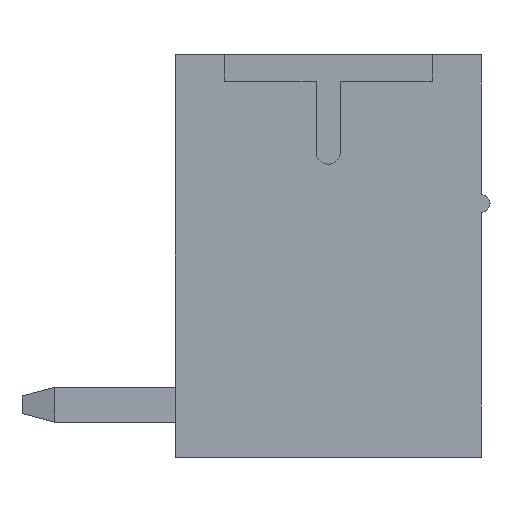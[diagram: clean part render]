
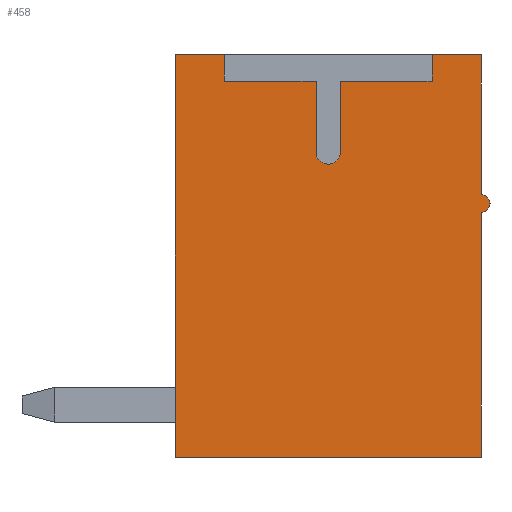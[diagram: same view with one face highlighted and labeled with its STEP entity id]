
A CAD part, left-side view. The second image highlights one B-rep face of the part: STEP entity #458.
In plain terms, the highlighted planar face has unit normal (-1, 0, 0).
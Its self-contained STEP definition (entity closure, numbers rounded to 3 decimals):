
#458 = ADVANCED_FACE( '', ( #1132 ), #1133, .F. );
#1132 = FACE_OUTER_BOUND( '', #2073, .T. );
#1133 = PLANE( '', #2074 );
#2073 = EDGE_LOOP( '', ( #3149, #3150, #3151, #3152, #3153, #3154, #3155, #3156, #3157, #3158, #3159, #3160, #3161, #3162 ) );
#2074 = AXIS2_PLACEMENT_3D( '', #3163, #3164, #3165 );
#3149 = ORIENTED_EDGE( '', *, *, #5899, .T. );
#3150 = ORIENTED_EDGE( '', *, *, #5926, .T. );
#3151 = ORIENTED_EDGE( '', *, *, #5927, .T. );
#3152 = ORIENTED_EDGE( '', *, *, #5928, .T. );
#3153 = ORIENTED_EDGE( '', *, *, #5861, .T. );
#3154 = ORIENTED_EDGE( '', *, *, #5929, .T. );
#3155 = ORIENTED_EDGE( '', *, *, #5930, .T. );
#3156 = ORIENTED_EDGE( '', *, *, #5931, .T. );
#3157 = ORIENTED_EDGE( '', *, *, #5878, .T. );
#3158 = ORIENTED_EDGE( '', *, *, #5932, .T. );
#3159 = ORIENTED_EDGE( '', *, *, #5933, .T. );
#3160 = ORIENTED_EDGE( '', *, *, #5934, .T. );
#3161 = ORIENTED_EDGE( '', *, *, #5935, .T. );
#3162 = ORIENTED_EDGE( '', *, *, #5895, .T. );
#3163 = CARTESIAN_POINT( '', ( -11.875, 0., 2.375 ) );
#3164 = DIRECTION( '', ( 1., 0., 0. ) );
#3165 = DIRECTION( '', ( 0., 0., -1. ) );
#5861 = EDGE_CURVE( '', #7051, #7049, #7052, .T. );
#5878 = EDGE_CURVE( '', #7082, #7080, #7083, .T. );
#5895 = EDGE_CURVE( '', #7112, #7113, #7114, .F. );
#5899 = EDGE_CURVE( '', #7113, #7118, #7119, .T. );
#5926 = EDGE_CURVE( '', #7118, #7166, #7167, .T. );
#5927 = EDGE_CURVE( '', #7166, #7168, #7169, .T. );
#5928 = EDGE_CURVE( '', #7168, #7051, #7170, .T. );
#5929 = EDGE_CURVE( '', #7049, #7171, #7172, .T. );
#5930 = EDGE_CURVE( '', #7171, #7173, #7174, .T. );
#5931 = EDGE_CURVE( '', #7173, #7082, #7175, .T. );
#5932 = EDGE_CURVE( '', #7080, #7176, #7177, .T. );
#5933 = EDGE_CURVE( '', #7176, #7178, #7179, .T. );
#5934 = EDGE_CURVE( '', #7178, #7180, #7181, .T. );
#5935 = EDGE_CURVE( '', #7180, #7112, #7182, .T. );
#7049 = VERTEX_POINT( '', #8784 );
#7051 = VERTEX_POINT( '', #8787 );
#7052 = LINE( '', #8788, #8789 );
#7080 = VERTEX_POINT( '', #8829 );
#7082 = VERTEX_POINT( '', #8832 );
#7083 = LINE( '', #8833, #8834 );
#7112 = VERTEX_POINT( '', #8875 );
#7113 = VERTEX_POINT( '', #8876 );
#7114 = CIRCLE( '', #8877, 0.2 );
#7118 = VERTEX_POINT( '', #8883 );
#7119 = LINE( '', #8884, #8885 );
#7166 = VERTEX_POINT( '', #8955 );
#7167 = LINE( '', #8956, #8957 );
#7168 = VERTEX_POINT( '', #8958 );
#7169 = LINE( '', #8959, #8960 );
#7170 = LINE( '', #8961, #8962 );
#7171 = VERTEX_POINT( '', #8963 );
#7172 = CIRCLE( '', #8964, 0.275 );
#7173 = VERTEX_POINT( '', #8965 );
#7174 = LINE( '', #8966, #8967 );
#7175 = LINE( '', #8968, #8969 );
#7176 = VERTEX_POINT( '', #8970 );
#7177 = LINE( '', #8971, #8972 );
#7178 = VERTEX_POINT( '', #8973 );
#7179 = LINE( '', #8974, #8975 );
#7180 = VERTEX_POINT( '', #8976 );
#7181 = LINE( '', #8977, #8978 );
#7182 = LINE( '', #8979, #8980 );
#8784 = CARTESIAN_POINT( '', ( -11.875, -0.275, 2.375 ) );
#8787 = CARTESIAN_POINT( '', ( -11.875, -0.275, 4. ) );
#8788 = CARTESIAN_POINT( '', ( -11.875, -0.275, 4. ) );
#8789 = VECTOR( '', #11124, 1000. );
#8829 = CARTESIAN_POINT( '', ( -11.875, 2.375, 4.6 ) );
#8832 = CARTESIAN_POINT( '', ( -11.875, 2.375, 4. ) );
#8833 = CARTESIAN_POINT( '', ( -11.875, 2.375, 4. ) );
#8834 = VECTOR( '', #11138, 1000. );
#8875 = CARTESIAN_POINT( '', ( -11.875, -3.5, 1. ) );
#8876 = CARTESIAN_POINT( '', ( -11.875, -3.5, 1.4 ) );
#8877 = AXIS2_PLACEMENT_3D( '', #11157, #11158, #11159 );
#8883 = CARTESIAN_POINT( '', ( -11.875, -3.5, 4.6 ) );
#8884 = CARTESIAN_POINT( '', ( -11.875, -3.5, 1.4 ) );
#8885 = VECTOR( '', #11162, 1000. );
#8955 = CARTESIAN_POINT( '', ( -11.875, -2.375, 4.6 ) );
#8956 = CARTESIAN_POINT( '', ( -11.875, -3.871, 4.6 ) );
#8957 = VECTOR( '', #11186, 1000. );
#8958 = CARTESIAN_POINT( '', ( -11.875, -2.375, 4. ) );
#8959 = CARTESIAN_POINT( '', ( -11.875, -2.375, 4.6 ) );
#8960 = VECTOR( '', #11187, 1000. );
#8961 = CARTESIAN_POINT( '', ( -11.875, -2.375, 4. ) );
#8962 = VECTOR( '', #11188, 1000. );
#8963 = CARTESIAN_POINT( '', ( -11.875, 0.275, 2.375 ) );
#8964 = AXIS2_PLACEMENT_3D( '', #11189, #11190, #11191 );
#8965 = CARTESIAN_POINT( '', ( -11.875, 0.275, 4. ) );
#8966 = CARTESIAN_POINT( '', ( -11.875, 0.275, 2.375 ) );
#8967 = VECTOR( '', #11192, 1000. );
#8968 = CARTESIAN_POINT( '', ( -11.875, 0.275, 4. ) );
#8969 = VECTOR( '', #11193, 1000. );
#8970 = CARTESIAN_POINT( '', ( -11.875, 3.5, 4.6 ) );
#8971 = CARTESIAN_POINT( '', ( -11.875, 2.375, 4.6 ) );
#8972 = VECTOR( '', #11194, 1000. );
#8973 = CARTESIAN_POINT( '', ( -11.875, 3.5, -4.6 ) );
#8974 = CARTESIAN_POINT( '', ( -11.875, 3.5, 4.6 ) );
#8975 = VECTOR( '', #11195, 1000. );
#8976 = CARTESIAN_POINT( '', ( -11.875, -3.5, -4.6 ) );
#8977 = CARTESIAN_POINT( '', ( -11.875, 3.5, -4.6 ) );
#8978 = VECTOR( '', #11196, 1000. );
#8979 = CARTESIAN_POINT( '', ( -11.875, -3.5, -4.6 ) );
#8980 = VECTOR( '', #11197, 1000. );
#11124 = DIRECTION( '', ( 0., 0., -1. ) );
#11138 = DIRECTION( '', ( 0., 0., 1. ) );
#11157 = CARTESIAN_POINT( '', ( -11.875, -3.5, 1.2 ) );
#11158 = DIRECTION( '', ( 1., 0., 0. ) );
#11159 = DIRECTION( '', ( 0., 0., -1. ) );
#11162 = DIRECTION( '', ( 0., 0., 1. ) );
#11186 = DIRECTION( '', ( 0., 1., 0. ) );
#11187 = DIRECTION( '', ( 0., 0., -1. ) );
#11188 = DIRECTION( '', ( 0., 1., 0. ) );
#11189 = CARTESIAN_POINT( '', ( -11.875, 0., 2.375 ) );
#11190 = DIRECTION( '', ( 1., 0., 0. ) );
#11191 = DIRECTION( '', ( 0., -1., 0. ) );
#11192 = DIRECTION( '', ( 0., 0., 1. ) );
#11193 = DIRECTION( '', ( 0., 1., 0. ) );
#11194 = DIRECTION( '', ( 0., 1., 0. ) );
#11195 = DIRECTION( '', ( 0., 0., -1. ) );
#11196 = DIRECTION( '', ( 0., -1., 0. ) );
#11197 = DIRECTION( '', ( 0., 0., 1. ) );
